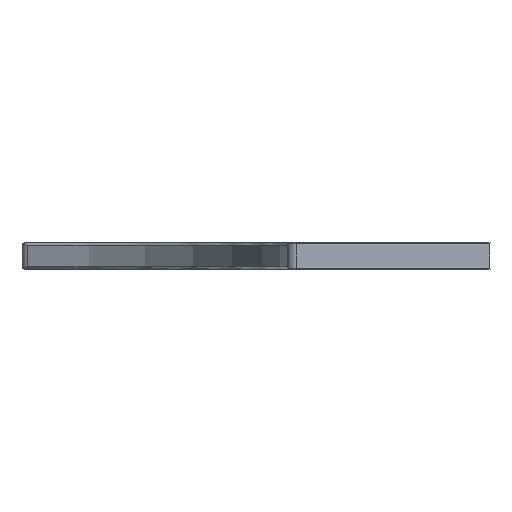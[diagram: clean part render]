
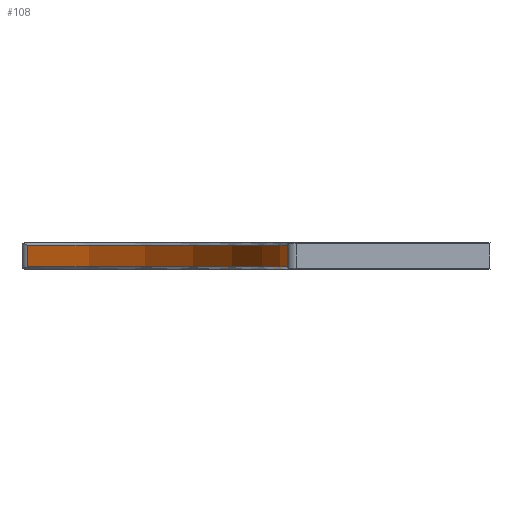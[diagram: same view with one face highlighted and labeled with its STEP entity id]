
A CAD part, front view. The second image highlights one B-rep face of the part: STEP entity #108.
In plain terms, the highlighted cylindrical face has radius 139.827 mm (diameter 279.654 mm), a partial arc.
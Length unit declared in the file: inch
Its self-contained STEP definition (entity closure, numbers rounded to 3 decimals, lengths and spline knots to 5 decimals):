
#3 = CARTESIAN_POINT ( 'NONE',  ( 0., 0., -0.3425 ) ) ;
#36 = CARTESIAN_POINT ( 'NONE',  ( 1.81696, 5.19651, -0.3735 ) ) ;
#48 = VERTEX_POINT ( 'NONE', #1390 ) ;
#99 = EDGE_CURVE ( 'NONE', #48, #172, #1074, .T. ) ;
#108 = ADVANCED_FACE ( 'NONE', ( #263 ), #851, .F. ) ;
#172 = VERTEX_POINT ( 'NONE', #1424 ) ;
#186 = DIRECTION ( 'NONE',  ( 1., 0., 0. ) ) ;
#216 = CARTESIAN_POINT ( 'NONE',  ( 1.81696, 5.19651, -0.3425 ) ) ;
#227 = EDGE_CURVE ( 'NONE', #484, #48, #438, .T. ) ;
#263 = FACE_OUTER_BOUND ( 'NONE', #1455, .T. ) ;
#336 = VECTOR ( 'NONE', #483, 39.37008 ) ;
#337 = ORIENTED_EDGE ( 'NONE', *, *, #227, .T. ) ;
#399 = ORIENTED_EDGE ( 'NONE', *, *, #1363, .T. ) ;
#438 = LINE ( 'NONE', #1437, #1441 ) ;
#445 = DIRECTION ( 'NONE',  ( 0., 0., -1. ) ) ;
#483 = DIRECTION ( 'NONE',  ( 0., 0., -1. ) ) ;
#484 = VERTEX_POINT ( 'NONE', #1377 ) ;
#496 = DIRECTION ( 'NONE',  ( 1., 0., 0. ) ) ;
#499 = ORIENTED_EDGE ( 'NONE', *, *, #99, .T. ) ;
#538 = DIRECTION ( 'NONE',  ( 0., 0., 1. ) ) ;
#627 = AXIS2_PLACEMENT_3D ( 'NONE', #967, #945, #496 ) ;
#700 = ORIENTED_EDGE ( 'NONE', *, *, #1287, .T. ) ;
#851 = CYLINDRICAL_SURFACE ( 'NONE', #627, 5.505 ) ;
#865 = CIRCLE ( 'NONE', #887, 5.505 ) ;
#887 = AXIS2_PLACEMENT_3D ( 'NONE', #3, #445, #900 ) ;
#900 = DIRECTION ( 'NONE',  ( 1., 0., 0. ) ) ;
#914 = VERTEX_POINT ( 'NONE', #216 ) ;
#945 = DIRECTION ( 'NONE',  ( 0., 0., 1. ) ) ;
#967 = CARTESIAN_POINT ( 'NONE',  ( 0., 0., -0.3735 ) ) ;
#1051 = AXIS2_PLACEMENT_3D ( 'NONE', #1188, #1180, #186 ) ;
#1074 = CIRCLE ( 'NONE', #1051, 5.505 ) ;
#1180 = DIRECTION ( 'NONE',  ( 0., 0., 1. ) ) ;
#1188 = CARTESIAN_POINT ( 'NONE',  ( 0., 0., -0.031 ) ) ;
#1270 = LINE ( 'NONE', #36, #336 ) ;
#1287 = EDGE_CURVE ( 'NONE', #914, #484, #865, .T. ) ;
#1363 = EDGE_CURVE ( 'NONE', #172, #914, #1270, .T. ) ;
#1377 = CARTESIAN_POINT ( 'NONE',  ( 5.50364, 0.12222, -0.3425 ) ) ;
#1390 = CARTESIAN_POINT ( 'NONE',  ( 5.50364, 0.12222, -0.031 ) ) ;
#1424 = CARTESIAN_POINT ( 'NONE',  ( 1.81696, 5.19651, -0.031 ) ) ;
#1437 = CARTESIAN_POINT ( 'NONE',  ( 5.50364, 0.12222, -0.3735 ) ) ;
#1441 = VECTOR ( 'NONE', #538, 39.37008 ) ;
#1455 = EDGE_LOOP ( 'NONE', ( #499, #399, #700, #337 ) ) ;
